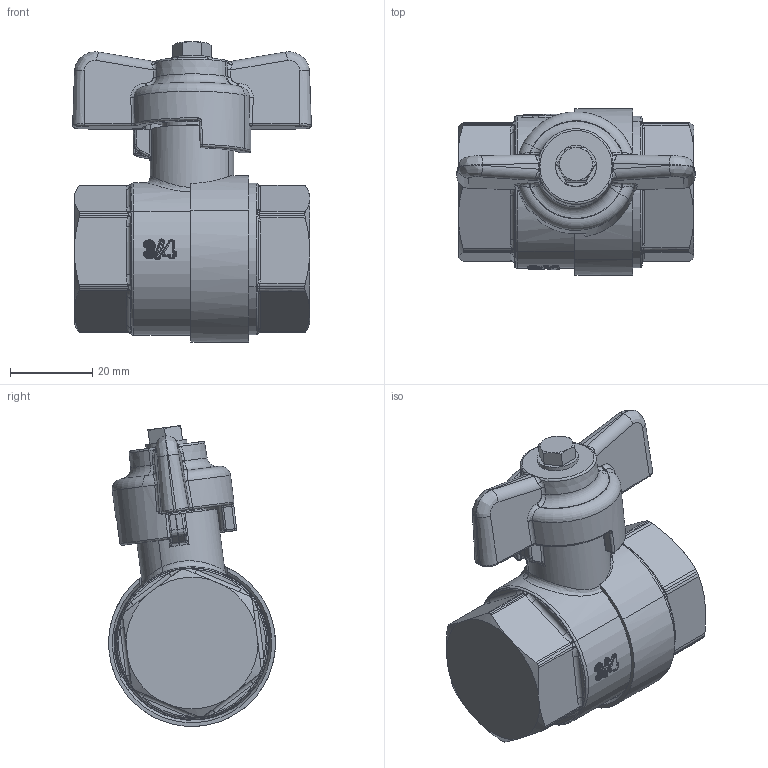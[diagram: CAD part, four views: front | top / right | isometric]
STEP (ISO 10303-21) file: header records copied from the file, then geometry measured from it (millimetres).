
FILE_DESCRIPTION(('CATIA V5 STEP Exchange'),'2;1');
FILE_NAME('STEP_327500_-_TST.stp','2018-07-23T11:56:23+00:00',('none'),('none'),'CATIA Version 5-6 Release 2016 SP4','CATIA V5 STEP AP203','none');
FILE_SCHEMA(('CONFIG_CONTROL_DESIGN'));
Length unit declared in the file: millimetre
Products named in the file (1): _3275000001_sw0001
Bounding box: 57.96 x 40.48 x 73.01 mm (x, y, z)
Surface area: 20115 mm2 (no closed solid volume)
Topology: 0 solids, 17 shells, 659 faces, 1590 edges, 901 vertices
Faces by surface type: bspline 315, cylinder 128, plane 98, torus 50, cone 45, sphere 23
Entity records: 30555 total; most frequent: CARTESIAN_POINT 19624, ORIENTED_EDGE 2965, EDGE_CURVE 1545, DIRECTION 1211, VERTEX_POINT 901, ADVANCED_FACE 659, EDGE_LOOP 659, FACE_OUTER_BOUND 659
